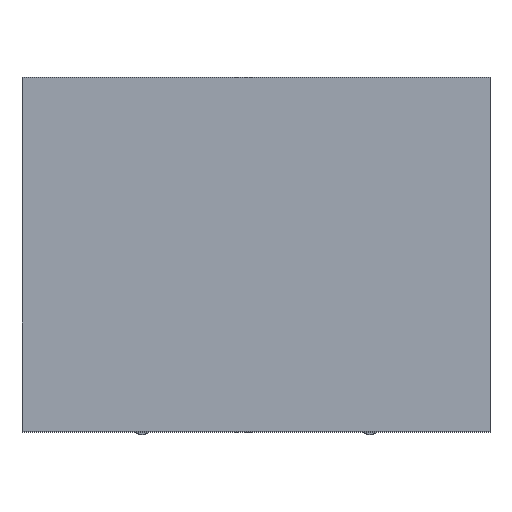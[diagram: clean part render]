
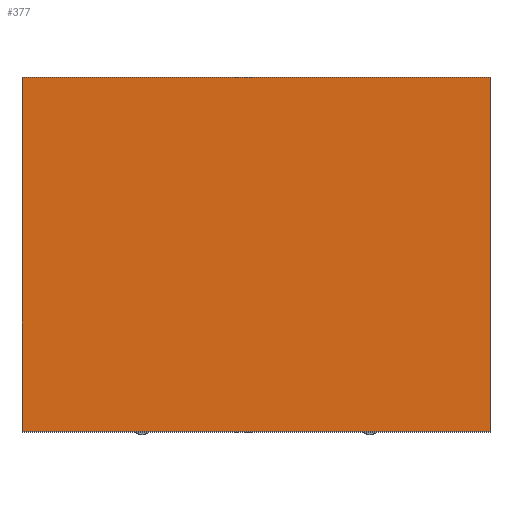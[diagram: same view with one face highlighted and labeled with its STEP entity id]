
A CAD part, top view. The second image highlights one B-rep face of the part: STEP entity #377.
In plain terms, the highlighted planar face has unit normal (0, 0, 1).
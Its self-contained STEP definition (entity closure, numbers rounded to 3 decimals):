
#63 = VERTEX_POINT('',#64);
#64 = CARTESIAN_POINT('',(-17.75,-3.,21.2));
#71 = PLANE('',#72);
#72 = AXIS2_PLACEMENT_3D('',#73,#74,#75);
#73 = CARTESIAN_POINT('',(-17.75,-3.,0.));
#74 = DIRECTION('',(0.,1.,0.));
#75 = DIRECTION('',(1.,0.,0.));
#83 = PLANE('',#84);
#84 = AXIS2_PLACEMENT_3D('',#85,#86,#87);
#85 = CARTESIAN_POINT('',(-17.75,12.5,0.));
#86 = DIRECTION('',(1.,0.,-0.));
#87 = DIRECTION('',(0.,-1.,0.));
#95 = EDGE_CURVE('',#63,#96,#98,.T.);
#96 = VERTEX_POINT('',#97);
#97 = CARTESIAN_POINT('',(2.75,-3.,21.2));
#98 = SURFACE_CURVE('',#99,(#103,#110),.PCURVE_S1.);
#99 = LINE('',#100,#101);
#100 = CARTESIAN_POINT('',(-17.75,-3.,21.2));
#101 = VECTOR('',#102,1.);
#102 = DIRECTION('',(1.,0.,0.));
#103 = PCURVE('',#71,#104);
#104 = DEFINITIONAL_REPRESENTATION('',(#105),#109);
#105 = LINE('',#106,#107);
#106 = CARTESIAN_POINT('',(0.,-21.2));
#107 = VECTOR('',#108,1.);
#108 = DIRECTION('',(1.,0.));
#109 = ( GEOMETRIC_REPRESENTATION_CONTEXT(2) 
PARAMETRIC_REPRESENTATION_CONTEXT() REPRESENTATION_CONTEXT('2D SPACE',''
  ) );
#110 = PCURVE('',#111,#116);
#111 = PLANE('',#112);
#112 = AXIS2_PLACEMENT_3D('',#113,#114,#115);
#113 = CARTESIAN_POINT('',(-7.5,4.75,21.2));
#114 = DIRECTION('',(0.,0.,1.));
#115 = DIRECTION('',(1.,0.,0.));
#116 = DEFINITIONAL_REPRESENTATION('',(#117),#121);
#117 = LINE('',#118,#119);
#118 = CARTESIAN_POINT('',(-10.25,-7.75));
#119 = VECTOR('',#120,1.);
#120 = DIRECTION('',(1.,0.));
#121 = ( GEOMETRIC_REPRESENTATION_CONTEXT(2) 
PARAMETRIC_REPRESENTATION_CONTEXT() REPRESENTATION_CONTEXT('2D SPACE',''
  ) );
#139 = PLANE('',#140);
#140 = AXIS2_PLACEMENT_3D('',#141,#142,#143);
#141 = CARTESIAN_POINT('',(2.75,-3.,0.));
#142 = DIRECTION('',(-1.,0.,0.));
#143 = DIRECTION('',(0.,1.,0.));
#181 = EDGE_CURVE('',#96,#182,#184,.T.);
#182 = VERTEX_POINT('',#183);
#183 = CARTESIAN_POINT('',(2.75,12.5,21.2));
#184 = SURFACE_CURVE('',#185,(#189,#196),.PCURVE_S1.);
#185 = LINE('',#186,#187);
#186 = CARTESIAN_POINT('',(2.75,-3.,21.2));
#187 = VECTOR('',#188,1.);
#188 = DIRECTION('',(0.,1.,0.));
#189 = PCURVE('',#139,#190);
#190 = DEFINITIONAL_REPRESENTATION('',(#191),#195);
#191 = LINE('',#192,#193);
#192 = CARTESIAN_POINT('',(0.,-21.2));
#193 = VECTOR('',#194,1.);
#194 = DIRECTION('',(1.,0.));
#195 = ( GEOMETRIC_REPRESENTATION_CONTEXT(2) 
PARAMETRIC_REPRESENTATION_CONTEXT() REPRESENTATION_CONTEXT('2D SPACE',''
  ) );
#196 = PCURVE('',#111,#197);
#197 = DEFINITIONAL_REPRESENTATION('',(#198),#202);
#198 = LINE('',#199,#200);
#199 = CARTESIAN_POINT('',(10.25,-7.75));
#200 = VECTOR('',#201,1.);
#201 = DIRECTION('',(0.,1.));
#202 = ( GEOMETRIC_REPRESENTATION_CONTEXT(2) 
PARAMETRIC_REPRESENTATION_CONTEXT() REPRESENTATION_CONTEXT('2D SPACE',''
  ) );
#220 = PLANE('',#221);
#221 = AXIS2_PLACEMENT_3D('',#222,#223,#224);
#222 = CARTESIAN_POINT('',(2.75,12.5,0.));
#223 = DIRECTION('',(0.,-1.,0.));
#224 = DIRECTION('',(-1.,0.,0.));
#257 = EDGE_CURVE('',#182,#258,#260,.T.);
#258 = VERTEX_POINT('',#259);
#259 = CARTESIAN_POINT('',(-17.75,12.5,21.2));
#260 = SURFACE_CURVE('',#261,(#265,#272),.PCURVE_S1.);
#261 = LINE('',#262,#263);
#262 = CARTESIAN_POINT('',(2.75,12.5,21.2));
#263 = VECTOR('',#264,1.);
#264 = DIRECTION('',(-1.,0.,0.));
#265 = PCURVE('',#220,#266);
#266 = DEFINITIONAL_REPRESENTATION('',(#267),#271);
#267 = LINE('',#268,#269);
#268 = CARTESIAN_POINT('',(0.,-21.2));
#269 = VECTOR('',#270,1.);
#270 = DIRECTION('',(1.,0.));
#271 = ( GEOMETRIC_REPRESENTATION_CONTEXT(2) 
PARAMETRIC_REPRESENTATION_CONTEXT() REPRESENTATION_CONTEXT('2D SPACE',''
  ) );
#272 = PCURVE('',#111,#273);
#273 = DEFINITIONAL_REPRESENTATION('',(#274),#278);
#274 = LINE('',#275,#276);
#275 = CARTESIAN_POINT('',(10.25,7.75));
#276 = VECTOR('',#277,1.);
#277 = DIRECTION('',(-1.,0.));
#278 = ( GEOMETRIC_REPRESENTATION_CONTEXT(2) 
PARAMETRIC_REPRESENTATION_CONTEXT() REPRESENTATION_CONTEXT('2D SPACE',''
  ) );
#328 = EDGE_CURVE('',#258,#63,#329,.T.);
#329 = SURFACE_CURVE('',#330,(#334,#341),.PCURVE_S1.);
#330 = LINE('',#331,#332);
#331 = CARTESIAN_POINT('',(-17.75,12.5,21.2));
#332 = VECTOR('',#333,1.);
#333 = DIRECTION('',(0.,-1.,0.));
#334 = PCURVE('',#83,#335);
#335 = DEFINITIONAL_REPRESENTATION('',(#336),#340);
#336 = LINE('',#337,#338);
#337 = CARTESIAN_POINT('',(0.,-21.2));
#338 = VECTOR('',#339,1.);
#339 = DIRECTION('',(1.,0.));
#340 = ( GEOMETRIC_REPRESENTATION_CONTEXT(2) 
PARAMETRIC_REPRESENTATION_CONTEXT() REPRESENTATION_CONTEXT('2D SPACE',''
  ) );
#341 = PCURVE('',#111,#342);
#342 = DEFINITIONAL_REPRESENTATION('',(#343),#347);
#343 = LINE('',#344,#345);
#344 = CARTESIAN_POINT('',(-10.25,7.75));
#345 = VECTOR('',#346,1.);
#346 = DIRECTION('',(0.,-1.));
#347 = ( GEOMETRIC_REPRESENTATION_CONTEXT(2) 
PARAMETRIC_REPRESENTATION_CONTEXT() REPRESENTATION_CONTEXT('2D SPACE',''
  ) );
#377 = ADVANCED_FACE('',(#378),#111,.T.);
#378 = FACE_BOUND('',#379,.T.);
#379 = EDGE_LOOP('',(#380,#381,#382,#383));
#380 = ORIENTED_EDGE('',*,*,#95,.T.);
#381 = ORIENTED_EDGE('',*,*,#181,.T.);
#382 = ORIENTED_EDGE('',*,*,#257,.T.);
#383 = ORIENTED_EDGE('',*,*,#328,.T.);
